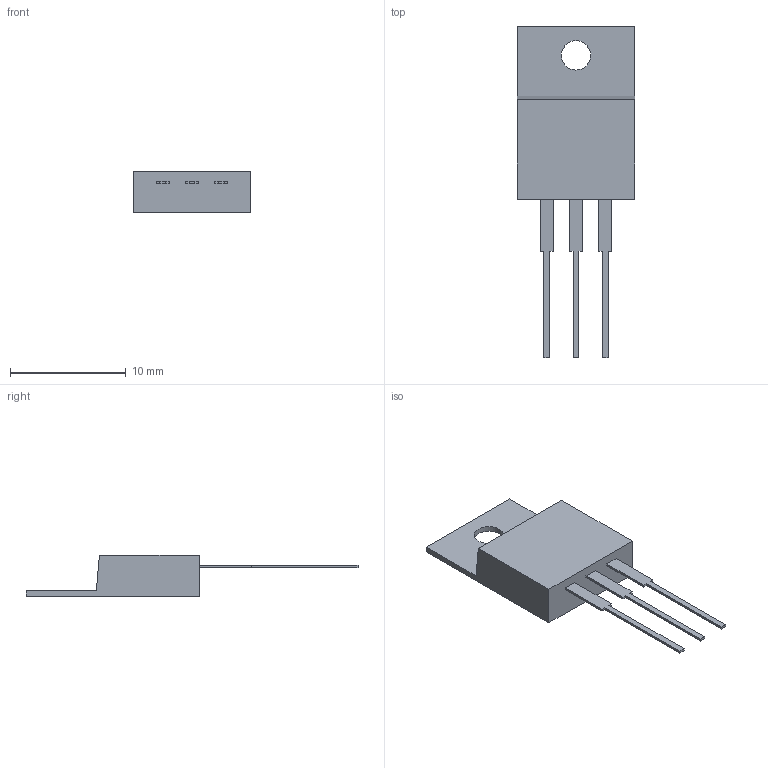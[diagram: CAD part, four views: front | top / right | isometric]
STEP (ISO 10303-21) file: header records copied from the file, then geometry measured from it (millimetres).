
FILE_DESCRIPTION (( 'STEP AP214' ), '1' );
FILE_NAME ('10213.STEP', '2015-04-01T20:27:17', ( '' ), ( '' ), 'SwSTEP 2.0', 'SolidWorks 2014', '' );
FILE_SCHEMA (( 'AUTOMOTIVE_DESIGN' ));
Length unit declared in the file: millimetre
Products named in the file (1): 10213
Bounding box: 10.2 x 28.72 x 3.55 mm (x, y, z)
Volume: 353.7 mm3; surface area: 513.9 mm2
Topology: 1 solids, 1 shells, 37 faces, 96 edges, 64 vertices
Faces by surface type: plane 35, cylinder 2
Entity records: 1537 total; most frequent: CARTESIAN_POINT 198, ORIENTED_EDGE 192, DIRECTION 176, EDGE_CURVE 96, LINE 92, VECTOR 92, VERTEX_POINT 64, EDGE_LOOP 42
